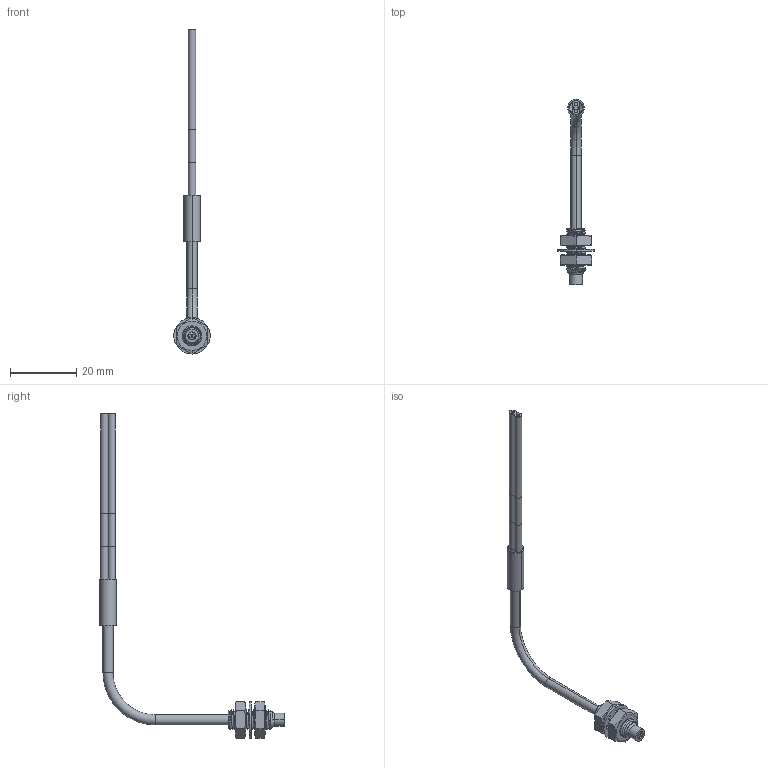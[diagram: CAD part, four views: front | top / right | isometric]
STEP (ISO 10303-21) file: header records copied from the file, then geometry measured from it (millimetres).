
FILE_DESCRIPTION((''),'2;1');
FILE_NAME('166419_ASM','2016-01-05T',('pdmadmin'),(''),'PRO/ENGINEER BY PARAMETRIC TECHNOLOGY CORPORATION, 2013230','PRO/ENGINEER BY PARAMETRIC TECHNOLOGY CORPORATION, 2013230','');
FILE_SCHEMA(('CONFIG_CONTROL_DESIGN'));
Length unit declared in the file: inch
Products named in the file (15): 09491_AF2; 10147_AF0; FIBER_CORE_1MM_AF4; FIBER_CORE_1MM_AF5; 10147_BARE_CORE67_AF2; 10147_BARE_CORE67_AF3; 10147_AF2_ASM; 15588_AF2; 39345_AF2; 30920_AF2; 30921_AF3; 30921_AF2; FIBER_CORE_1MM_AF7; FIBER_CORE_1MM_AF6; 166419_ASM
Assembly tree (14 placements, depth 3):
  166419_ASM
    09491_AF2
    10147_AF2_ASM
      10147_AF0
      FIBER_CORE_1MM_AF4
      FIBER_CORE_1MM_AF5
      10147_BARE_CORE67_AF2
      10147_BARE_CORE67_AF3
    15588_AF2
    39345_AF2
    30920_AF2
    30921_AF3
    30921_AF2
    FIBER_CORE_1MM_AF7
    FIBER_CORE_1MM_AF6
Bounding box: 11 x 55.85 x 97.92 mm (x, y, z)
Volume: 1365.9 mm3; surface area: 4547.4 mm2
Topology: 13 solids, 15 shells, 212 faces, 496 edges, 310 vertices
Faces by surface type: cylinder 112, plane 54, cone 20, bspline 14, torus 12
Entity records: 10946 total; most frequent: CARTESIAN_POINT 5817, DIRECTION 1044, ORIENTED_EDGE 984, EDGE_CURVE 496, AXIS2_PLACEMENT_3D 423, VERTEX_POINT 310, EDGE_LOOP 228, FACE_OUTER_BOUND 212
